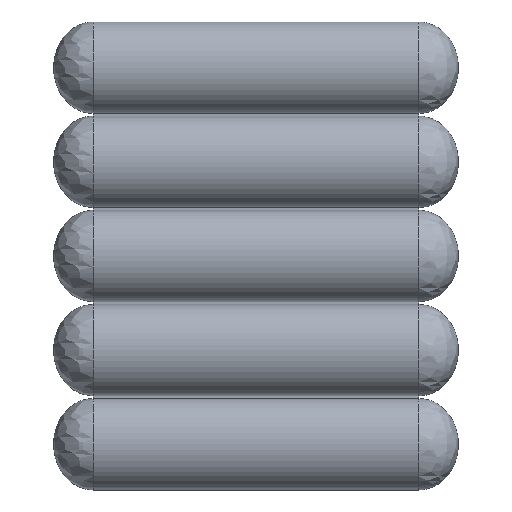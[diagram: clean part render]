
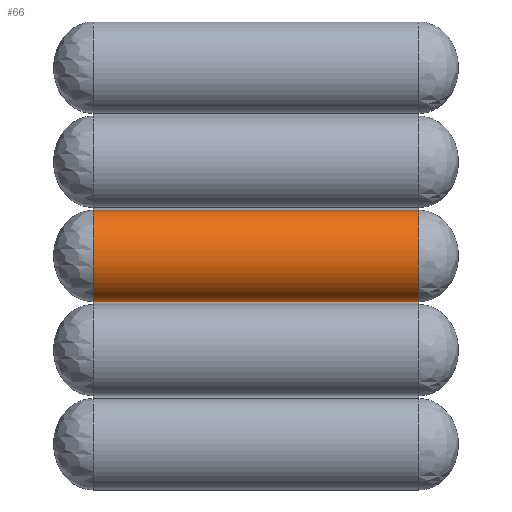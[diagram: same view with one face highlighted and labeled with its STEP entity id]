
A CAD part, top view. The second image highlights one B-rep face of the part: STEP entity #66.
In plain terms, the highlighted free-form (B-spline) face has degree [2, 1] with [5, 2] control points.
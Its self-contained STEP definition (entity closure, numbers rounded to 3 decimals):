
#66=ADVANCED_FACE('',(#126),#759,.T.);
#126=FACE_OUTER_BOUND('',#186,.T.);
#186=EDGE_LOOP('',(#341,#342,#343,#344));
#341=ORIENTED_EDGE('',*,*,#531,.T.);
#342=ORIENTED_EDGE('',*,*,#532,.T.);
#343=ORIENTED_EDGE('',*,*,#533,.F.);
#344=ORIENTED_EDGE('',*,*,#529,.F.);
#529=EDGE_CURVE('',#680,#681,#604,.T.);
#531=EDGE_CURVE('',#680,#682,#832,.T.);
#532=EDGE_CURVE('',#682,#683,#833,.T.);
#533=EDGE_CURVE('',#681,#683,#834,.T.);
#604=B_SPLINE_CURVE_WITH_KNOTS('',1,(#2129,#2130),.UNSPECIFIED.,.F.,.F.,
(2,2),(0.,330.),.UNSPECIFIED.);
#680=VERTEX_POINT('',#2045);
#681=VERTEX_POINT('',#2046);
#682=VERTEX_POINT('',#2047);
#683=VERTEX_POINT('',#2048);
#759=(
BOUNDED_SURFACE()
B_SPLINE_SURFACE(2,1,((#1953,#1954),(#1955,#1956),(#1957,#1958),(#1959,
#1960),(#1961,#1962)),.UNSPECIFIED.,.F.,.F.,.F.)
B_SPLINE_SURFACE_WITH_KNOTS((3,2,3),(2,2),(93.991,95.562,
97.133),(0.,330.),.UNSPECIFIED.)
GEOMETRIC_REPRESENTATION_ITEM()
RATIONAL_B_SPLINE_SURFACE(((1.,1.),(0.707,0.707),
(1.,1.),(0.707,0.707),(1.,1.)))
REPRESENTATION_ITEM('')
SURFACE()
);
#832=(
BOUNDED_CURVE()
B_SPLINE_CURVE(2,(#2133,#2134,#2135,#2136,#2137),.UNSPECIFIED.,.F.,.F.)
B_SPLINE_CURVE_WITH_KNOTS((3,2,3),(93.991,95.562,97.133),
 .UNSPECIFIED.)
CURVE()
GEOMETRIC_REPRESENTATION_ITEM()
RATIONAL_B_SPLINE_CURVE((1.,0.707,1.,0.707,1.))
REPRESENTATION_ITEM('')
);
#833=(
BOUNDED_CURVE()
B_SPLINE_CURVE(1,(#2138,#2139),.UNSPECIFIED.,.F.,.F.)
B_SPLINE_CURVE_WITH_KNOTS((2,2),(0.,330.),.UNSPECIFIED.)
CURVE()
GEOMETRIC_REPRESENTATION_ITEM()
RATIONAL_B_SPLINE_CURVE((1.,1.))
REPRESENTATION_ITEM('')
);
#834=(
BOUNDED_CURVE()
B_SPLINE_CURVE(2,(#2140,#2141,#2142,#2143,#2144),.UNSPECIFIED.,.F.,.F.)
B_SPLINE_CURVE_WITH_KNOTS((3,2,3),(93.991,95.562,97.133),
 .UNSPECIFIED.)
CURVE()
GEOMETRIC_REPRESENTATION_ITEM()
RATIONAL_B_SPLINE_CURVE((1.,0.707,1.,0.707,1.))
REPRESENTATION_ITEM('')
);
#1953=CARTESIAN_POINT('',(1586.369,10023.902,-460.571));
#1954=CARTESIAN_POINT('',(1256.369,10023.902,-460.571));
#1955=CARTESIAN_POINT('',(1586.369,10023.902,-420.571));
#1956=CARTESIAN_POINT('',(1256.369,10023.902,-420.571));
#1957=CARTESIAN_POINT('',(1586.369,10070.15,-420.571));
#1958=CARTESIAN_POINT('',(1256.369,10070.15,-420.571));
#1959=CARTESIAN_POINT('',(1586.369,10116.399,-420.571));
#1960=CARTESIAN_POINT('',(1256.369,10116.399,-420.571));
#1961=CARTESIAN_POINT('',(1586.369,10116.399,-460.571));
#1962=CARTESIAN_POINT('',(1256.369,10116.399,-460.571));
#2045=CARTESIAN_POINT('',(1586.369,10023.902,-460.571));
#2046=CARTESIAN_POINT('',(1256.369,10023.902,-460.571));
#2047=CARTESIAN_POINT('',(1586.369,10116.399,-460.571));
#2048=CARTESIAN_POINT('',(1256.369,10116.399,-460.571));
#2129=CARTESIAN_POINT('',(1586.369,10023.902,-460.571));
#2130=CARTESIAN_POINT('',(1256.369,10023.902,-460.571));
#2133=CARTESIAN_POINT('',(1586.369,10023.902,-460.571));
#2134=CARTESIAN_POINT('',(1586.369,10023.902,-420.571));
#2135=CARTESIAN_POINT('',(1586.369,10070.15,-420.571));
#2136=CARTESIAN_POINT('',(1586.369,10116.399,-420.571));
#2137=CARTESIAN_POINT('',(1586.369,10116.399,-460.571));
#2138=CARTESIAN_POINT('',(1586.369,10116.399,-460.571));
#2139=CARTESIAN_POINT('',(1256.369,10116.399,-460.571));
#2140=CARTESIAN_POINT('',(1256.369,10023.902,-460.571));
#2141=CARTESIAN_POINT('',(1256.369,10023.902,-420.571));
#2142=CARTESIAN_POINT('',(1256.369,10070.15,-420.571));
#2143=CARTESIAN_POINT('',(1256.369,10116.399,-420.571));
#2144=CARTESIAN_POINT('',(1256.369,10116.399,-460.571));
